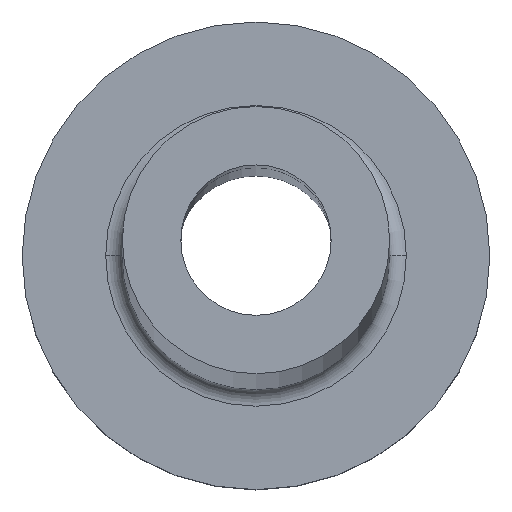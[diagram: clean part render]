
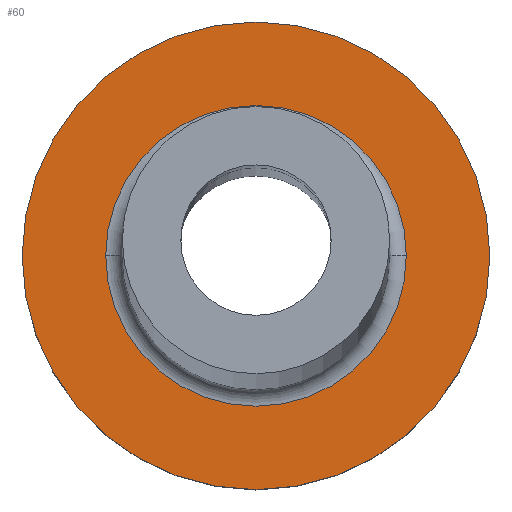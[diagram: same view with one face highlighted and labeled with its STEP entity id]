
A CAD part, top view. The second image highlights one B-rep face of the part: STEP entity #60.
In plain terms, the highlighted planar face has unit normal (0, 0, 1).
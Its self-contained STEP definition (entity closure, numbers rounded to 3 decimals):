
#25 = CARTESIAN_POINT ( 'NONE',  ( 0., 0., 5. ) ) ;
#58 = DIRECTION ( 'NONE',  ( 0., 0., 1. ) ) ;
#60 = ADVANCED_FACE ( 'NONE', ( #237, #344 ), #199, .T. ) ;
#70 = ORIENTED_EDGE ( 'NONE', *, *, #406, .T. ) ;
#75 = CIRCLE ( 'NONE', #157, 7. ) ;
#82 = CIRCLE ( 'NONE', #191, 7. ) ;
#96 = CARTESIAN_POINT ( 'NONE',  ( 7., 0., 5. ) ) ;
#129 = CIRCLE ( 'NONE', #320, 4.5 ) ;
#131 = CARTESIAN_POINT ( 'NONE',  ( -4.5, 0., 5. ) ) ;
#134 = VERTEX_POINT ( 'NONE', #131 ) ;
#139 = AXIS2_PLACEMENT_3D ( 'NONE', #342, #415, #302 ) ;
#150 = EDGE_CURVE ( 'NONE', #134, #351, #436, .T. ) ;
#157 = AXIS2_PLACEMENT_3D ( 'NONE', #374, #58, #452 ) ;
#191 = AXIS2_PLACEMENT_3D ( 'NONE', #225, #449, #365 ) ;
#199 = PLANE ( 'NONE',  #139 ) ;
#225 = CARTESIAN_POINT ( 'NONE',  ( 0., 0., 5. ) ) ;
#235 = ORIENTED_EDGE ( 'NONE', *, *, #358, .T. ) ;
#237 = FACE_BOUND ( 'NONE', #327, .T. ) ;
#245 = ORIENTED_EDGE ( 'NONE', *, *, #150, .T. ) ;
#263 = CARTESIAN_POINT ( 'NONE',  ( 0., 0., 5. ) ) ;
#264 = DIRECTION ( 'NONE',  ( 0., 0., -1. ) ) ;
#265 = DIRECTION ( 'NONE',  ( 1., 0., 0. ) ) ;
#296 = AXIS2_PLACEMENT_3D ( 'NONE', #263, #377, #265 ) ;
#302 = DIRECTION ( 'NONE',  ( 1., 0., 0. ) ) ;
#320 = AXIS2_PLACEMENT_3D ( 'NONE', #25, #264, #410 ) ;
#322 = EDGE_CURVE ( 'NONE', #351, #134, #129, .T. ) ;
#327 = EDGE_LOOP ( 'NONE', ( #357, #245 ) ) ;
#336 = CARTESIAN_POINT ( 'NONE',  ( -7., 0., 5. ) ) ;
#342 = CARTESIAN_POINT ( 'NONE',  ( 0., 0., 5. ) ) ;
#344 = FACE_OUTER_BOUND ( 'NONE', #383, .T. ) ;
#351 = VERTEX_POINT ( 'NONE', #371 ) ;
#357 = ORIENTED_EDGE ( 'NONE', *, *, #322, .T. ) ;
#358 = EDGE_CURVE ( 'NONE', #387, #438, #82, .T. ) ;
#365 = DIRECTION ( 'NONE',  ( 1., 0., 0. ) ) ;
#371 = CARTESIAN_POINT ( 'NONE',  ( 4.5, 0., 5. ) ) ;
#374 = CARTESIAN_POINT ( 'NONE',  ( 0., 0., 5. ) ) ;
#377 = DIRECTION ( 'NONE',  ( 0., 0., -1. ) ) ;
#383 = EDGE_LOOP ( 'NONE', ( #235, #70 ) ) ;
#387 = VERTEX_POINT ( 'NONE', #336 ) ;
#406 = EDGE_CURVE ( 'NONE', #438, #387, #75, .T. ) ;
#410 = DIRECTION ( 'NONE',  ( 1., 0., 0. ) ) ;
#415 = DIRECTION ( 'NONE',  ( 0., 0., 1. ) ) ;
#436 = CIRCLE ( 'NONE', #296, 4.5 ) ;
#438 = VERTEX_POINT ( 'NONE', #96 ) ;
#449 = DIRECTION ( 'NONE',  ( 0., 0., 1. ) ) ;
#452 = DIRECTION ( 'NONE',  ( 1., 0., 0. ) ) ;
